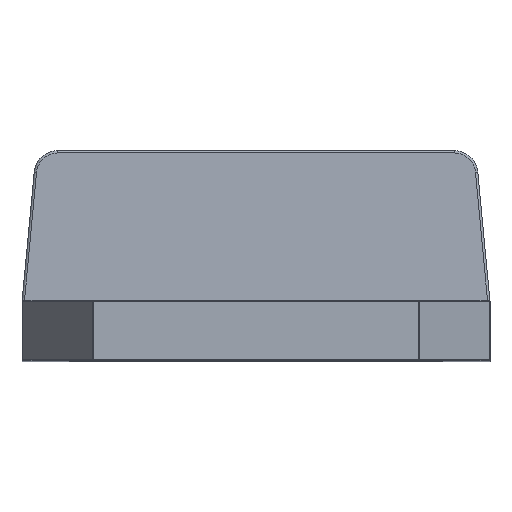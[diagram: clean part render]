
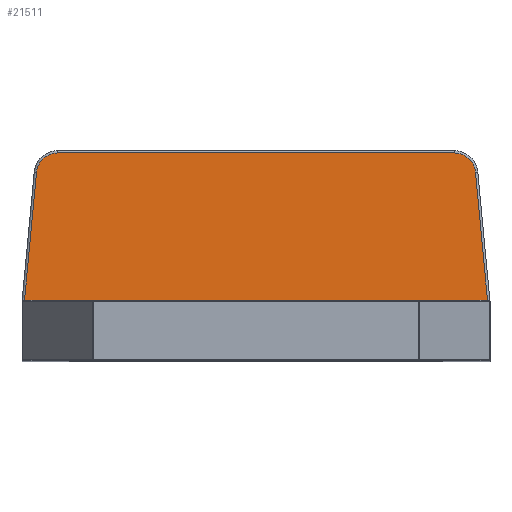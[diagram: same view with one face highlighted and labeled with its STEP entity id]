
A CAD part, top view. The second image highlights one B-rep face of the part: STEP entity #21511.
In plain terms, the highlighted planar face has unit normal (0, 0.033, 1).
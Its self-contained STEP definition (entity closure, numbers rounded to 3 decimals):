
#106 = CARTESIAN_POINT ( 'NONE',  ( -4.439, 1.492, 13.495 ) ) ;
#400 =( BOUNDED_CURVE ( )  B_SPLINE_CURVE ( 3, ( #12041, #22168, #14117, #2008 ),
 .UNSPECIFIED., .F., .T. ) 
 B_SPLINE_CURVE_WITH_KNOTS ( ( 4, 4 ),
 ( 0., 1.477 ),
 .UNSPECIFIED. ) 
 CURVE ( )  GEOMETRIC_REPRESENTATION_ITEM ( )  RATIONAL_B_SPLINE_CURVE ( ( 1., 0.826, 0.826, 1. ) ) 
 REPRESENTATION_ITEM ( '' )  );
#454 = VERTEX_POINT ( 'NONE', #4961 ) ;
#590 = CARTESIAN_POINT ( 'NONE',  ( 3.95, 1.54, 13.493 ) ) ;
#659 = ORIENTED_EDGE ( 'NONE', *, *, #6408, .F. ) ;
#706 = VERTEX_POINT ( 'NONE', #19814 ) ;
#990 = VERTEX_POINT ( 'NONE', #998 ) ;
#998 = CARTESIAN_POINT ( 'NONE',  ( 4.195, 1.492, 13.495 ) ) ;
#1564 = DIRECTION ( 'NONE',  ( 0., 0.033, 0.999 ) ) ;
#1646 = ORIENTED_EDGE ( 'NONE', *, *, #13201, .F. ) ;
#2008 = CARTESIAN_POINT ( 'NONE',  ( 4.643, 1.084, 13.508 ) ) ;
#2941 = CARTESIAN_POINT ( 'NONE',  ( 4.56, 1.967, 13.479 ) ) ;
#3007 = CARTESIAN_POINT ( 'NONE',  ( -4.903, -1.685, 13.6 ) ) ;
#3244 = VERTEX_POINT ( 'NONE', #19438 ) ;
#4154 = ORIENTED_EDGE ( 'NONE', *, *, #14978, .T. ) ;
#4663 = EDGE_CURVE ( 'NONE', #3244, #706, #21137, .T. ) ;
#4961 = CARTESIAN_POINT ( 'NONE',  ( -4.195, 1.492, 13.495 ) ) ;
#5574 = PLANE ( 'NONE',  #8012 ) ;
#5902 = CARTESIAN_POINT ( 'NONE',  ( 4.643, 1.084, 13.508 ) ) ;
#6100 = CARTESIAN_POINT ( 'NONE',  ( -4.643, 1.084, 13.508 ) ) ;
#6408 = EDGE_CURVE ( 'NONE', #706, #23522, #17815, .T. ) ;
#6951 = VERTEX_POINT ( 'NONE', #20009 ) ;
#7065 = VECTOR ( 'NONE', #13774, 1000. ) ;
#7193 = LINE ( 'NONE', #17981, #17929 ) ;
#7499 = EDGE_CURVE ( 'NONE', #9792, #13513, #7193, .T. ) ;
#8012 = AXIS2_PLACEMENT_3D ( 'NONE', #13668, #1564, #15707 ) ;
#8475 = EDGE_CURVE ( 'NONE', #12642, #3244, #14219, .T. ) ;
#8769 = VECTOR ( 'NONE', #17054, 1000. ) ;
#9153 = VERTEX_POINT ( 'NONE', #5902 ) ;
#9315 = ORIENTED_EDGE ( 'NONE', *, *, #24723, .T. ) ;
#9792 = VERTEX_POINT ( 'NONE', #17508 ) ;
#11435 = DIRECTION ( 'NONE',  ( 0., -0.999, 0.033 ) ) ;
#11813 = VECTOR ( 'NONE', #18071, 1000. ) ;
#12041 = CARTESIAN_POINT ( 'NONE',  ( 4.195, 1.492, 13.495 ) ) ;
#12132 = CARTESIAN_POINT ( 'NONE',  ( -4.62, 1.327, 13.5 ) ) ;
#12452 = LINE ( 'NONE', #13931, #11813 ) ;
#12642 = VERTEX_POINT ( 'NONE', #22110 ) ;
#12706 = VECTOR ( 'NONE', #14710, 1000. ) ;
#13083 = VECTOR ( 'NONE', #24913, 1000. ) ;
#13201 = EDGE_CURVE ( 'NONE', #990, #9153, #400, .T. ) ;
#13231 = EDGE_CURVE ( 'NONE', #6951, #454, #21919, .T. ) ;
#13513 = VERTEX_POINT ( 'NONE', #15341 ) ;
#13668 = CARTESIAN_POINT ( 'NONE',  ( 0., 1.54, 13.493 ) ) ;
#13774 = DIRECTION ( 'NONE',  ( -1., 0., 0. ) ) ;
#13931 = CARTESIAN_POINT ( 'NONE',  ( 0., 1.492, 13.495 ) ) ;
#14117 = CARTESIAN_POINT ( 'NONE',  ( 4.62, 1.327, 13.5 ) ) ;
#14202 = CARTESIAN_POINT ( 'NONE',  ( -4.195, 1.492, 13.495 ) ) ;
#14219 = LINE ( 'NONE', #15786, #18945 ) ;
#14710 = DIRECTION ( 'NONE',  ( 0., 0.999, -0.033 ) ) ;
#14978 = EDGE_CURVE ( 'NONE', #6951, #23522, #18483, .T. ) ;
#15341 = CARTESIAN_POINT ( 'NONE',  ( 3.95, -1.685, 13.6 ) ) ;
#15426 = EDGE_CURVE ( 'NONE', #13513, #12642, #18105, .T. ) ;
#15707 = DIRECTION ( 'NONE',  ( -1., 0., 0. ) ) ;
#15786 = CARTESIAN_POINT ( 'NONE',  ( 0., -1.638, 13.598 ) ) ;
#17054 = DIRECTION ( 'NONE',  ( -0.093, 0.995, -0.033 ) ) ;
#17508 = CARTESIAN_POINT ( 'NONE',  ( 4.903, -1.685, 13.6 ) ) ;
#17815 = LINE ( 'NONE', #21729, #7065 ) ;
#17929 = VECTOR ( 'NONE', #21992, 1000. ) ;
#17981 = CARTESIAN_POINT ( 'NONE',  ( -4.65, -1.685, 13.6 ) ) ;
#18071 = DIRECTION ( 'NONE',  ( -1., 0., 0. ) ) ;
#18105 = LINE ( 'NONE', #590, #12706 ) ;
#18483 = LINE ( 'NONE', #18797, #13083 ) ;
#18572 = EDGE_LOOP ( 'NONE', ( #24961, #19296, #9315, #1646, #26004, #25867, #4154, #659, #22758, #25025 ) ) ;
#18797 = CARTESIAN_POINT ( 'NONE',  ( -4.56, 1.967, 13.479 ) ) ;
#18945 = VECTOR ( 'NONE', #25875, 1000. ) ;
#19296 = ORIENTED_EDGE ( 'NONE', *, *, #7499, .F. ) ;
#19438 = CARTESIAN_POINT ( 'NONE',  ( -3.95, -1.638, 13.598 ) ) ;
#19814 = CARTESIAN_POINT ( 'NONE',  ( -3.95, -1.685, 13.6 ) ) ;
#19887 = EDGE_CURVE ( 'NONE', #990, #454, #12452, .T. ) ;
#20009 = CARTESIAN_POINT ( 'NONE',  ( -4.643, 1.084, 13.508 ) ) ;
#20532 = VECTOR ( 'NONE', #11435, 1000. ) ;
#21137 = LINE ( 'NONE', #21553, #20532 ) ;
#21511 = ADVANCED_FACE ( 'NONE', ( #21823 ), #5574, .T. ) ;
#21553 = CARTESIAN_POINT ( 'NONE',  ( -3.95, 1.54, 13.493 ) ) ;
#21729 = CARTESIAN_POINT ( 'NONE',  ( -4.65, -1.685, 13.6 ) ) ;
#21823 = FACE_OUTER_BOUND ( 'NONE', #18572, .T. ) ;
#21919 =( BOUNDED_CURVE ( )  B_SPLINE_CURVE ( 3, ( #6100, #12132, #106, #14202 ),
 .UNSPECIFIED., .F., .T. ) 
 B_SPLINE_CURVE_WITH_KNOTS ( ( 4, 4 ),
 ( 1.664, 3.142 ),
 .UNSPECIFIED. ) 
 CURVE ( )  GEOMETRIC_REPRESENTATION_ITEM ( )  RATIONAL_B_SPLINE_CURVE ( ( 1., 0.826, 0.826, 1. ) ) 
 REPRESENTATION_ITEM ( '' )  );
#21992 = DIRECTION ( 'NONE',  ( -1., 0., 0. ) ) ;
#22110 = CARTESIAN_POINT ( 'NONE',  ( 3.95, -1.638, 13.598 ) ) ;
#22168 = CARTESIAN_POINT ( 'NONE',  ( 4.439, 1.492, 13.495 ) ) ;
#22758 = ORIENTED_EDGE ( 'NONE', *, *, #4663, .F. ) ;
#23522 = VERTEX_POINT ( 'NONE', #3007 ) ;
#24254 = LINE ( 'NONE', #2941, #8769 ) ;
#24723 = EDGE_CURVE ( 'NONE', #9792, #9153, #24254, .T. ) ;
#24913 = DIRECTION ( 'NONE',  ( -0.093, -0.995, 0.033 ) ) ;
#24961 = ORIENTED_EDGE ( 'NONE', *, *, #15426, .F. ) ;
#25025 = ORIENTED_EDGE ( 'NONE', *, *, #8475, .F. ) ;
#25867 = ORIENTED_EDGE ( 'NONE', *, *, #13231, .F. ) ;
#25875 = DIRECTION ( 'NONE',  ( -1., 0., 0. ) ) ;
#26004 = ORIENTED_EDGE ( 'NONE', *, *, #19887, .T. ) ;
